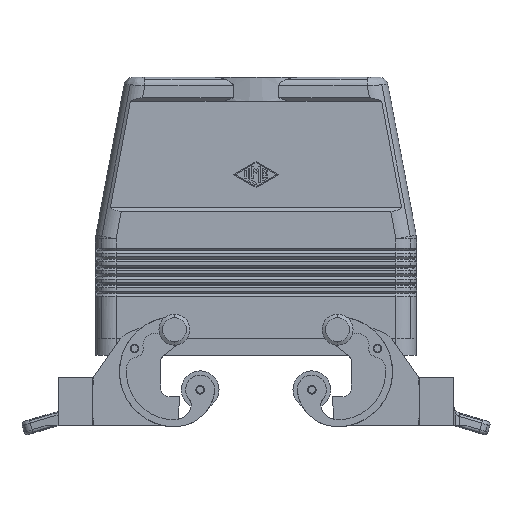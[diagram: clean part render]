
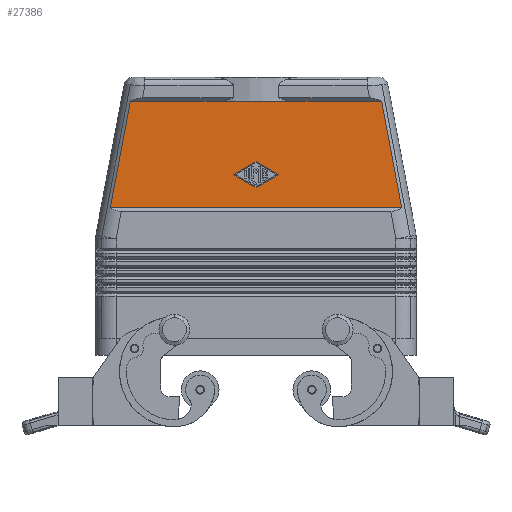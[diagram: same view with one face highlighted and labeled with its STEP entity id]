
A CAD part, front view. The second image highlights one B-rep face of the part: STEP entity #27386.
In plain terms, the highlighted planar face has unit normal (0, -1, 0).
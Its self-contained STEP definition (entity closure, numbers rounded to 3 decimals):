
#1573=CARTESIAN_POINT('',(36.587,-20.5,74.0));
#1574=VERTEX_POINT('',#1573);
#1582=CARTESIAN_POINT('',(42.42,-20.5,43.));
#1583=VERTEX_POINT('',#1582);
#1584=CARTESIAN_POINT('',(36.587,-20.5,74.0));
#1585=DIRECTION('',(0.185,0.0,-0.983));
#1586=VECTOR('',#1585,31.544);
#1587=LINE('',#1584,#1586);
#1588=EDGE_CURVE('',#1574,#1583,#1587,.T.);
#1809=CARTESIAN_POINT('',(-42.42,-20.5,43.));
#1810=VERTEX_POINT('',#1809);
#1818=CARTESIAN_POINT('',(-36.587,-20.5,74.0));
#1819=VERTEX_POINT('',#1818);
#1820=CARTESIAN_POINT('',(-42.42,-20.5,43.));
#1821=DIRECTION('',(0.185,0.0,0.983));
#1822=VECTOR('',#1821,31.544);
#1823=LINE('',#1820,#1822);
#1824=EDGE_CURVE('',#1810,#1819,#1823,.T.);
#10238=CARTESIAN_POINT('',(-9.274,-20.5,74.0));
#10239=VERTEX_POINT('',#10238);
#10249=CARTESIAN_POINT('',(9.274,-20.5,74.0));
#10250=VERTEX_POINT('',#10249);
#10423=CARTESIAN_POINT('',(-9.274,-20.5,74.0));
#10424=DIRECTION('',(1.0,0.0,0.0));
#10425=VECTOR('',#10424,18.547);
#10426=LINE('',#10423,#10425);
#10427=EDGE_CURVE('',#10239,#10250,#10426,.T.);
#10624=CARTESIAN_POINT('',(9.274,-20.5,74.0));
#10625=DIRECTION('',(1.0,0.0,0.0));
#10626=VECTOR('',#10625,27.313);
#10627=LINE('',#10624,#10626);
#10628=EDGE_CURVE('',#10250,#1574,#10627,.T.);
#10653=CARTESIAN_POINT('',(-36.587,-20.5,74.0));
#10654=DIRECTION('',(1.0,0.0,0.0));
#10655=VECTOR('',#10654,27.313);
#10656=LINE('',#10653,#10655);
#10657=EDGE_CURVE('',#1819,#10239,#10656,.T.);
#26534=CARTESIAN_POINT('',(0.,-20.5,56.399));
#26535=VERTEX_POINT('',#26534);
#26536=CARTESIAN_POINT('',(6.5,-20.5,52.65));
#26537=VERTEX_POINT('',#26536);
#26538=CARTESIAN_POINT('',(0.,-20.5,56.399));
#26539=DIRECTION('',(0.866,0.0,-0.5));
#26540=VECTOR('',#26539,7.504);
#26541=LINE('',#26538,#26540);
#26542=EDGE_CURVE('',#26535,#26537,#26541,.T.);
#26574=CARTESIAN_POINT('',(0.,-20.5,48.901));
#26575=VERTEX_POINT('',#26574);
#26576=CARTESIAN_POINT('',(6.5,-20.5,52.65));
#26577=DIRECTION('',(-0.866,0.0,-0.5));
#26578=VECTOR('',#26577,7.504);
#26579=LINE('',#26576,#26578);
#26580=EDGE_CURVE('',#26537,#26575,#26579,.T.);
#26658=CARTESIAN_POINT('',(-6.5,-20.5,52.65));
#26659=VERTEX_POINT('',#26658);
#26660=CARTESIAN_POINT('',(0.,-20.5,48.901));
#26661=DIRECTION('',(-0.866,0.0,0.5));
#26662=VECTOR('',#26661,7.504);
#26663=LINE('',#26660,#26662);
#26664=EDGE_CURVE('',#26575,#26659,#26663,.T.);
#26689=CARTESIAN_POINT('',(-6.5,-20.5,52.65));
#26690=DIRECTION('',(0.866,0.0,0.5));
#26691=VECTOR('',#26690,7.504);
#26692=LINE('',#26689,#26691);
#26693=EDGE_CURVE('',#26659,#26535,#26692,.T.);
#27362=CARTESIAN_POINT('',(0.0,-20.5,74.0));
#27363=DIRECTION('',(0.0,1.0,0.0));
#27364=DIRECTION('',(0.0,0.0,1.0));
#27365=AXIS2_PLACEMENT_3D('',#27362,#27363,#27364);
#27366=PLANE('',#27365);
#27367=ORIENTED_EDGE('',*,*,#1588,.F.);
#27368=ORIENTED_EDGE('',*,*,#10628,.F.);
#27369=ORIENTED_EDGE('',*,*,#10427,.F.);
#27370=ORIENTED_EDGE('',*,*,#10657,.F.);
#27371=ORIENTED_EDGE('',*,*,#1824,.F.);
#27372=CARTESIAN_POINT('',(-42.42,-20.5,43.));
#27373=DIRECTION('',(1.0,0.0,0.0));
#27374=VECTOR('',#27373,84.84);
#27375=LINE('',#27372,#27374);
#27376=EDGE_CURVE('',#1810,#1583,#27375,.T.);
#27377=ORIENTED_EDGE('',*,*,#27376,.T.);
#27378=EDGE_LOOP('',(#27367,#27368,#27369,#27370,#27371,#27377));
#27379=FACE_OUTER_BOUND('',#27378,.T.);
#27380=ORIENTED_EDGE('',*,*,#26664,.T.);
#27381=ORIENTED_EDGE('',*,*,#26693,.T.);
#27382=ORIENTED_EDGE('',*,*,#26542,.T.);
#27383=ORIENTED_EDGE('',*,*,#26580,.T.);
#27384=EDGE_LOOP('',(#27380,#27381,#27382,#27383));
#27385=FACE_BOUND('',#27384,.T.);
#27386=ADVANCED_FACE('',(#27379,#27385),#27366,.F.);
